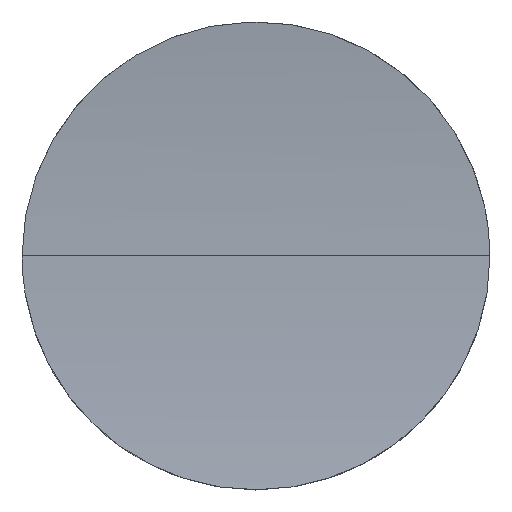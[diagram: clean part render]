
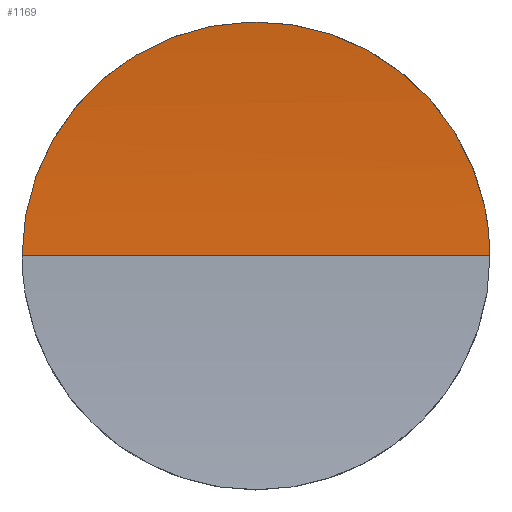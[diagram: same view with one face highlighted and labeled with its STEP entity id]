
A CAD part, top view. The second image highlights one B-rep face of the part: STEP entity #1169.
In plain terms, the highlighted cylindrical face has radius 100 mm (diameter 200 mm), a partial arc.
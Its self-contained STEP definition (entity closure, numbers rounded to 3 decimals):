
#883 = ORIENTED_EDGE ( 'NONE', *, *, #1172, .T. ) ;
#902 = EDGE_CURVE ( 'NONE', #1167, #1168, #3614, .T. ) ;
#917 = EDGE_LOOP ( 'NONE', ( #1171, #883 ) ) ;
#1167 = VERTEX_POINT ( 'NONE', #4383 ) ;
#1168 = VERTEX_POINT ( 'NONE', #4381 ) ;
#1169 = ADVANCED_FACE ( 'NONE', ( #4458 ), #4385, .F. ) ;
#1171 = ORIENTED_EDGE ( 'NONE', *, *, #902, .F. ) ;
#1172 = EDGE_CURVE ( 'NONE', #1167, #1168, #4439, .T. ) ;
#3580 = CARTESIAN_POINT ( 'NONE',  ( -12.375, 2.884, 2.041 ) ) ;
#3581 = CARTESIAN_POINT ( 'NONE',  ( -12.617, 1.666, 2.011 ) ) ;
#3587 = CARTESIAN_POINT ( 'NONE',  ( -12.7, 0.84, 2. ) ) ;
#3588 = CARTESIAN_POINT ( 'NONE',  ( -10.33, 7.399, 2.274 ) ) ;
#3589 = CARTESIAN_POINT ( 'NONE',  ( -11.022, 6.364, 2.2 ) ) ;
#3590 = CARTESIAN_POINT ( 'NONE',  ( -11.412, 5.635, 2.156 ) ) ;
#3591 = CARTESIAN_POINT ( 'NONE',  ( -12.7, 0., 2. ) ) ;
#3608 = CARTESIAN_POINT ( 'NONE',  ( -4.092, 12.03, 2.726 ) ) ;
#3609 = CARTESIAN_POINT ( 'NONE',  ( -4.482, 11.89, 2.709 ) ) ;
#3610 = CARTESIAN_POINT ( 'NONE',  ( -5.246, 11.573, 2.672 ) ) ;
#3611 = CARTESIAN_POINT ( 'NONE',  ( -5.62, 11.396, 2.651 ) ) ;
#3612 = CARTESIAN_POINT ( 'NONE',  ( -11.89, 4.482, 2.1 ) ) ;
#3613 = CARTESIAN_POINT ( 'NONE',  ( -12.032, 4.085, 2.083 ) ) ;
#3614 = B_SPLINE_CURVE_WITH_KNOTS ( 'NONE', 3,
 ( #3591, #3587, #3581, #3580, #3666, #3613, #3612, #3590, #3589, #3588, #3656, #3655, #3654, #3675, #3674, #3673, #3672, #3611, #3610, #3609, #3608, #3671, #3670, #3669, #3668, #3667, #3651, #3650, #3649, #3648, #3647, #3646, #3665, #3664, #3663, #3662, #3661, #3660, #3659, #3658, #3657, #3645, #3644, #3643, #3642, #3641, #3640, #3639, #3638, #3637 ),
 .UNSPECIFIED., .F., .F.,
 ( 4, 2, 2, 2, 2, 2, 2, 2, 2, 2, 2, 2, 2, 2, 2, 2, 2, 2, 2, 2, 2, 2, 2, 2, 4 ),
 ( 0., 0.002, 0.004, 0.005, 0.007, 0.009, 0.01, 0.012, 0.014, 0.015, 0.016, 0.017, 0.02, 0.021, 0.022, 0.025, 0.026, 0.027, 0.03, 0.032, 0.034, 0.035, 0.037, 0.039, 0.04 ),
 .UNSPECIFIED. ) ;
#3637 = CARTESIAN_POINT ( 'NONE',  ( 12.7, 0., 2. ) ) ;
#3638 = CARTESIAN_POINT ( 'NONE',  ( 12.7, 0.415, 2. ) ) ;
#3639 = CARTESIAN_POINT ( 'NONE',  ( 12.68, 0.83, 2.003 ) ) ;
#3640 = CARTESIAN_POINT ( 'NONE',  ( 12.597, 1.664, 2.013 ) ) ;
#3641 = CARTESIAN_POINT ( 'NONE',  ( 12.536, 2.079, 2.021 ) ) ;
#3642 = CARTESIAN_POINT ( 'NONE',  ( 12.292, 3.301, 2.051 ) ) ;
#3643 = CARTESIAN_POINT ( 'NONE',  ( 12.051, 4.093, 2.081 ) ) ;
#3644 = CARTESIAN_POINT ( 'NONE',  ( 11.573, 5.246, 2.137 ) ) ;
#3645 = CARTESIAN_POINT ( 'NONE',  ( 11.393, 5.627, 2.158 ) ) ;
#3646 = CARTESIAN_POINT ( 'NONE',  ( 5.243, 11.575, 2.672 ) ) ;
#3647 = CARTESIAN_POINT ( 'NONE',  ( 4.089, 12.053, 2.728 ) ) ;
#3648 = CARTESIAN_POINT ( 'NONE',  ( 3.297, 12.293, 2.758 ) ) ;
#3649 = CARTESIAN_POINT ( 'NONE',  ( 2.074, 12.536, 2.789 ) ) ;
#3650 = CARTESIAN_POINT ( 'NONE',  ( 1.66, 12.598, 2.797 ) ) ;
#3651 = CARTESIAN_POINT ( 'NONE',  ( 0.826, 12.68, 2.807 ) ) ;
#3654 = CARTESIAN_POINT ( 'NONE',  ( -9.271, 8.69, 2.378 ) ) ;
#3655 = CARTESIAN_POINT ( 'NONE',  ( -9.55, 8.382, 2.351 ) ) ;
#3656 = CARTESIAN_POINT ( 'NONE',  ( -10.081, 7.736, 2.299 ) ) ;
#3657 = CARTESIAN_POINT ( 'NONE',  ( 11., 6.362, 2.202 ) ) ;
#3658 = CARTESIAN_POINT ( 'NONE',  ( 10.786, 6.717, 2.225 ) ) ;
#3659 = CARTESIAN_POINT ( 'NONE',  ( 10.097, 7.748, 2.298 ) ) ;
#3660 = CARTESIAN_POINT ( 'NONE',  ( 9.572, 8.389, 2.351 ) ) ;
#3661 = CARTESIAN_POINT ( 'NONE',  ( 8.387, 9.573, 2.458 ) ) ;
#3662 = CARTESIAN_POINT ( 'NONE',  ( 7.745, 10.099, 2.51 ) ) ;
#3663 = CARTESIAN_POINT ( 'NONE',  ( 6.714, 10.788, 2.583 ) ) ;
#3664 = CARTESIAN_POINT ( 'NONE',  ( 6.358, 11.002, 2.607 ) ) ;
#3665 = CARTESIAN_POINT ( 'NONE',  ( 5.623, 11.395, 2.651 ) ) ;
#3666 = CARTESIAN_POINT ( 'NONE',  ( -12.274, 3.287, 2.053 ) ) ;
#3667 = CARTESIAN_POINT ( 'NONE',  ( 0.41, 12.7, 2.81 ) ) ;
#3668 = CARTESIAN_POINT ( 'NONE',  ( -0.834, 12.7, 2.81 ) ) ;
#3669 = CARTESIAN_POINT ( 'NONE',  ( -1.659, 12.619, 2.799 ) ) ;
#3670 = CARTESIAN_POINT ( 'NONE',  ( -2.889, 12.374, 2.769 ) ) ;
#3671 = CARTESIAN_POINT ( 'NONE',  ( -3.297, 12.272, 2.756 ) ) ;
#3672 = CARTESIAN_POINT ( 'NONE',  ( -6.353, 11.005, 2.607 ) ) ;
#3673 = CARTESIAN_POINT ( 'NONE',  ( -6.713, 10.789, 2.583 ) ) ;
#3674 = CARTESIAN_POINT ( 'NONE',  ( -7.754, 10.093, 2.51 ) ) ;
#3675 = CARTESIAN_POINT ( 'NONE',  ( -8.393, 9.567, 2.457 ) ) ;
#4381 = CARTESIAN_POINT ( 'NONE',  ( 12.7, 0., 2. ) ) ;
#4383 = CARTESIAN_POINT ( 'NONE',  ( -12.7, 0., 2. ) ) ;
#4384 = AXIS2_PLACEMENT_3D ( 'NONE', #4455, #4442, #4440 ) ;
#4385 = CYLINDRICAL_SURFACE ( 'NONE', #4384, 100. ) ;
#4436 = DIRECTION ( 'NONE',  ( 1., 0., 0. ) ) ;
#4437 = VECTOR ( 'NONE', #4436, 1000. ) ;
#4438 = CARTESIAN_POINT ( 'NONE',  ( -12.7, 0., 2. ) ) ;
#4439 = LINE ( 'NONE', #4438, #4437 ) ;
#4440 = DIRECTION ( 'NONE',  ( 0., 0., -1. ) ) ;
#4442 = DIRECTION ( 'NONE',  ( 1., 0., 0. ) ) ;
#4455 = CARTESIAN_POINT ( 'NONE',  ( -12.7, 0., 102. ) ) ;
#4458 = FACE_OUTER_BOUND ( 'NONE', #917, .T. ) ;
